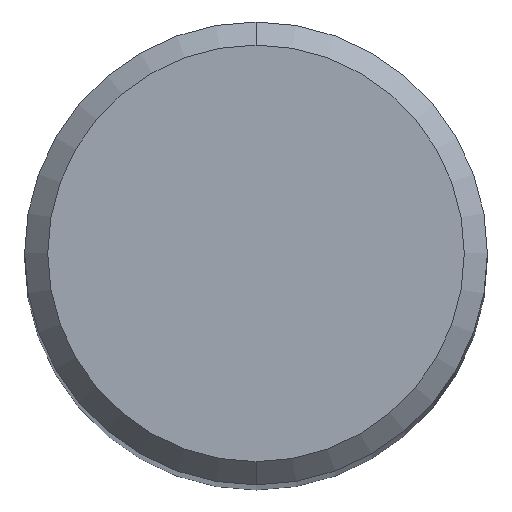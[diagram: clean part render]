
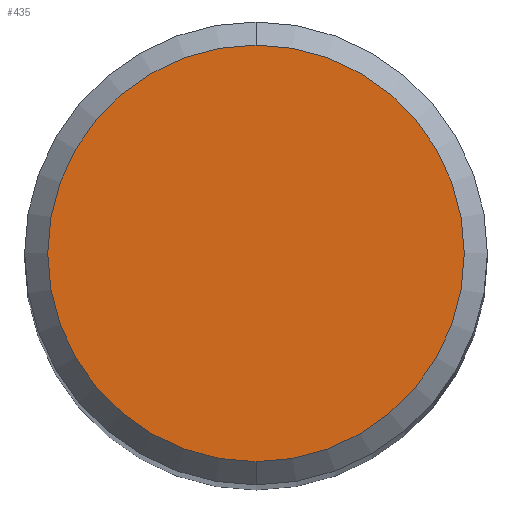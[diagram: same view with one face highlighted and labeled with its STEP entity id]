
A CAD part, top view. The second image highlights one B-rep face of the part: STEP entity #435.
In plain terms, the highlighted planar face has unit normal (0, 0, 1).
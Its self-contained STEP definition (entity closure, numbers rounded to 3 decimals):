
#177=EDGE_CURVE('',#193,#417,#484,.T.);
#193=VERTEX_POINT('',#502);
#417=VERTEX_POINT('',#746);
#435=ADVANCED_FACE('',(#766),#767,.T.);
#447=EDGE_CURVE('',#417,#193,#780,.T.);
#484=CIRCLE('',#814,3.6);
#502=CARTESIAN_POINT('',(0.0,3.6,0.0));
#746=CARTESIAN_POINT('',(0.,-3.6,0.0));
#766=FACE_OUTER_BOUND('',#1377,.T.);
#767=PLANE('',#1378);
#780=CIRCLE('',#1394,3.6);
#814=AXIS2_PLACEMENT_3D('',#1457,#1458,#1459);
#1377=EDGE_LOOP('',(#1768,#1769));
#1378=AXIS2_PLACEMENT_3D('',#1770,#1771,#1772);
#1394=AXIS2_PLACEMENT_3D('',#1782,#1783,#1784);
#1457=CARTESIAN_POINT('',(0.0,0.0,0.0));
#1458=DIRECTION('',(0.0,0.0,-1.0));
#1459=DIRECTION('',(0.0,1.0,0.0));
#1768=ORIENTED_EDGE('',*,*,#177,.F.);
#1769=ORIENTED_EDGE('',*,*,#447,.F.);
#1770=CARTESIAN_POINT('',(0.0,1.8,0.0));
#1771=DIRECTION('',(-0.0,0.0,1.0));
#1772=DIRECTION('',(0.0,-1.0,0.0));
#1782=CARTESIAN_POINT('',(0.0,0.0,0.0));
#1783=DIRECTION('',(0.0,0.0,-1.0));
#1784=DIRECTION('',(0.0,1.0,0.0));
